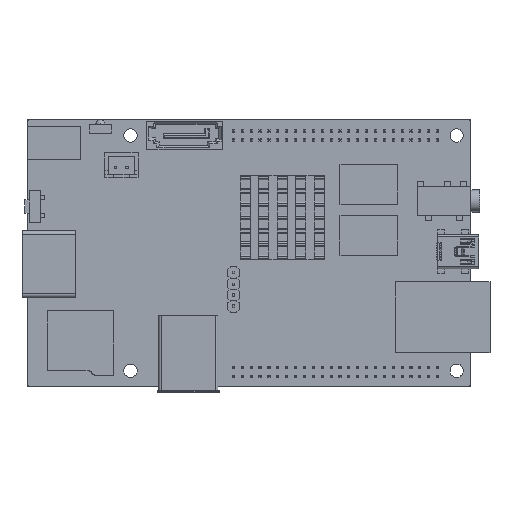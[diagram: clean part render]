
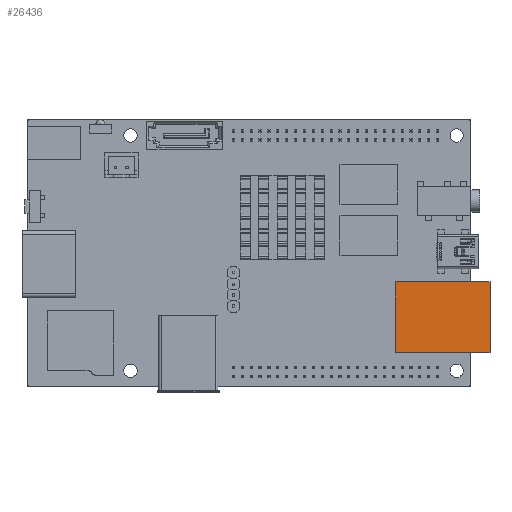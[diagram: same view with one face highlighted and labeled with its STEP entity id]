
A CAD part, top view. The second image highlights one B-rep face of the part: STEP entity #26436.
In plain terms, the highlighted planar face has unit normal (0, 0, 1).
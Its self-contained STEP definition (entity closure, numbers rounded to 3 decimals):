
#23926 = PLANE('',#23927);
#23927 = AXIS2_PLACEMENT_3D('',#23928,#23929,#23930);
#23928 = CARTESIAN_POINT('',(83.,-36.5,2.));
#23929 = DIRECTION('',(0.,1.,0.));
#23930 = DIRECTION('',(1.,0.,0.));
#23954 = PLANE('',#23955);
#23955 = AXIS2_PLACEMENT_3D('',#23956,#23957,#23958);
#23956 = CARTESIAN_POINT('',(83.,-52.4,2.));
#23957 = DIRECTION('',(-1.,0.,0.));
#23958 = DIRECTION('',(0.,1.,0.));
#23982 = PLANE('',#23983);
#23983 = AXIS2_PLACEMENT_3D('',#23984,#23985,#23986);
#23984 = CARTESIAN_POINT('',(104.3,-52.4,2.));
#23985 = DIRECTION('',(0.,-1.,0.));
#23986 = DIRECTION('',(-1.,0.,0.));
#24117 = PLANE('',#24118);
#24118 = AXIS2_PLACEMENT_3D('',#24119,#24120,#24121);
#24119 = CARTESIAN_POINT('',(104.3,-36.5,2.));
#24120 = DIRECTION('',(1.,0.,0.));
#24121 = DIRECTION('',(0.,-1.,0.));
#24687 = VERTEX_POINT('',#24688);
#24688 = CARTESIAN_POINT('',(83.,-36.5,15.4));
#24709 = EDGE_CURVE('',#24687,#24710,#24712,.T.);
#24710 = VERTEX_POINT('',#24711);
#24711 = CARTESIAN_POINT('',(104.3,-36.5,15.4));
#24712 = SURFACE_CURVE('',#24713,(#24717,#24724),.PCURVE_S1.);
#24713 = LINE('',#24714,#24715);
#24714 = CARTESIAN_POINT('',(83.,-36.5,15.4));
#24715 = VECTOR('',#24716,1.);
#24716 = DIRECTION('',(1.,0.,0.));
#24717 = PCURVE('',#23926,#24718);
#24718 = DEFINITIONAL_REPRESENTATION('',(#24719),#24723);
#24719 = LINE('',#24720,#24721);
#24720 = CARTESIAN_POINT('',(0.,-13.4));
#24721 = VECTOR('',#24722,1.);
#24722 = DIRECTION('',(1.,0.));
#24723 = ( GEOMETRIC_REPRESENTATION_CONTEXT(2) 
PARAMETRIC_REPRESENTATION_CONTEXT() REPRESENTATION_CONTEXT('2D SPACE',''
  ) );
#24724 = PCURVE('',#24725,#24730);
#24725 = PLANE('',#24726);
#24726 = AXIS2_PLACEMENT_3D('',#24727,#24728,#24729);
#24727 = CARTESIAN_POINT('',(83.,-36.5,15.4));
#24728 = DIRECTION('',(0.,0.,1.));
#24729 = DIRECTION('',(1.,0.,0.));
#24730 = DEFINITIONAL_REPRESENTATION('',(#24731),#24735);
#24731 = LINE('',#24732,#24733);
#24732 = CARTESIAN_POINT('',(0.,0.));
#24733 = VECTOR('',#24734,1.);
#24734 = DIRECTION('',(1.,0.));
#24735 = ( GEOMETRIC_REPRESENTATION_CONTEXT(2) 
PARAMETRIC_REPRESENTATION_CONTEXT() REPRESENTATION_CONTEXT('2D SPACE',''
  ) );
#24790 = VERTEX_POINT('',#24791);
#24791 = CARTESIAN_POINT('',(83.,-52.4,15.4));
#24812 = EDGE_CURVE('',#24790,#24687,#24813,.T.);
#24813 = SURFACE_CURVE('',#24814,(#24818,#24825),.PCURVE_S1.);
#24814 = LINE('',#24815,#24816);
#24815 = CARTESIAN_POINT('',(83.,-52.4,15.4));
#24816 = VECTOR('',#24817,1.);
#24817 = DIRECTION('',(0.,1.,0.));
#24818 = PCURVE('',#23954,#24819);
#24819 = DEFINITIONAL_REPRESENTATION('',(#24820),#24824);
#24820 = LINE('',#24821,#24822);
#24821 = CARTESIAN_POINT('',(0.,-13.4));
#24822 = VECTOR('',#24823,1.);
#24823 = DIRECTION('',(1.,0.));
#24824 = ( GEOMETRIC_REPRESENTATION_CONTEXT(2) 
PARAMETRIC_REPRESENTATION_CONTEXT() REPRESENTATION_CONTEXT('2D SPACE',''
  ) );
#24825 = PCURVE('',#24725,#24826);
#24826 = DEFINITIONAL_REPRESENTATION('',(#24827),#24831);
#24827 = LINE('',#24828,#24829);
#24828 = CARTESIAN_POINT('',(0.,-15.9));
#24829 = VECTOR('',#24830,1.);
#24830 = DIRECTION('',(0.,1.));
#24831 = ( GEOMETRIC_REPRESENTATION_CONTEXT(2) 
PARAMETRIC_REPRESENTATION_CONTEXT() REPRESENTATION_CONTEXT('2D SPACE',''
  ) );
#24915 = VERTEX_POINT('',#24916);
#24916 = CARTESIAN_POINT('',(104.3,-52.4,15.4));
#24937 = EDGE_CURVE('',#24915,#24790,#24938,.T.);
#24938 = SURFACE_CURVE('',#24939,(#24943,#24950),.PCURVE_S1.);
#24939 = LINE('',#24940,#24941);
#24940 = CARTESIAN_POINT('',(104.3,-52.4,15.4));
#24941 = VECTOR('',#24942,1.);
#24942 = DIRECTION('',(-1.,0.,0.));
#24943 = PCURVE('',#23982,#24944);
#24944 = DEFINITIONAL_REPRESENTATION('',(#24945),#24949);
#24945 = LINE('',#24946,#24947);
#24946 = CARTESIAN_POINT('',(0.,-13.4));
#24947 = VECTOR('',#24948,1.);
#24948 = DIRECTION('',(1.,0.));
#24949 = ( GEOMETRIC_REPRESENTATION_CONTEXT(2) 
PARAMETRIC_REPRESENTATION_CONTEXT() REPRESENTATION_CONTEXT('2D SPACE',''
  ) );
#24950 = PCURVE('',#24725,#24951);
#24951 = DEFINITIONAL_REPRESENTATION('',(#24952),#24956);
#24952 = LINE('',#24953,#24954);
#24953 = CARTESIAN_POINT('',(21.3,-15.9));
#24954 = VECTOR('',#24955,1.);
#24955 = DIRECTION('',(-1.,0.));
#24956 = ( GEOMETRIC_REPRESENTATION_CONTEXT(2) 
PARAMETRIC_REPRESENTATION_CONTEXT() REPRESENTATION_CONTEXT('2D SPACE',''
  ) );
#25387 = EDGE_CURVE('',#24710,#24915,#25388,.T.);
#25388 = SURFACE_CURVE('',#25389,(#25393,#25400),.PCURVE_S1.);
#25389 = LINE('',#25390,#25391);
#25390 = CARTESIAN_POINT('',(104.3,-36.5,15.4));
#25391 = VECTOR('',#25392,1.);
#25392 = DIRECTION('',(0.,-1.,0.));
#25393 = PCURVE('',#24117,#25394);
#25394 = DEFINITIONAL_REPRESENTATION('',(#25395),#25399);
#25395 = LINE('',#25396,#25397);
#25396 = CARTESIAN_POINT('',(0.,-13.4));
#25397 = VECTOR('',#25398,1.);
#25398 = DIRECTION('',(1.,0.));
#25399 = ( GEOMETRIC_REPRESENTATION_CONTEXT(2) 
PARAMETRIC_REPRESENTATION_CONTEXT() REPRESENTATION_CONTEXT('2D SPACE',''
  ) );
#25400 = PCURVE('',#24725,#25401);
#25401 = DEFINITIONAL_REPRESENTATION('',(#25402),#25406);
#25402 = LINE('',#25403,#25404);
#25403 = CARTESIAN_POINT('',(21.3,0.));
#25404 = VECTOR('',#25405,1.);
#25405 = DIRECTION('',(0.,-1.));
#25406 = ( GEOMETRIC_REPRESENTATION_CONTEXT(2) 
PARAMETRIC_REPRESENTATION_CONTEXT() REPRESENTATION_CONTEXT('2D SPACE',''
  ) );
#26436 = ADVANCED_FACE('',(#26437),#24725,.T.);
#26437 = FACE_BOUND('',#26438,.F.);
#26438 = EDGE_LOOP('',(#26439,#26440,#26441,#26442));
#26439 = ORIENTED_EDGE('',*,*,#24709,.T.);
#26440 = ORIENTED_EDGE('',*,*,#25387,.T.);
#26441 = ORIENTED_EDGE('',*,*,#24937,.T.);
#26442 = ORIENTED_EDGE('',*,*,#24812,.T.);
